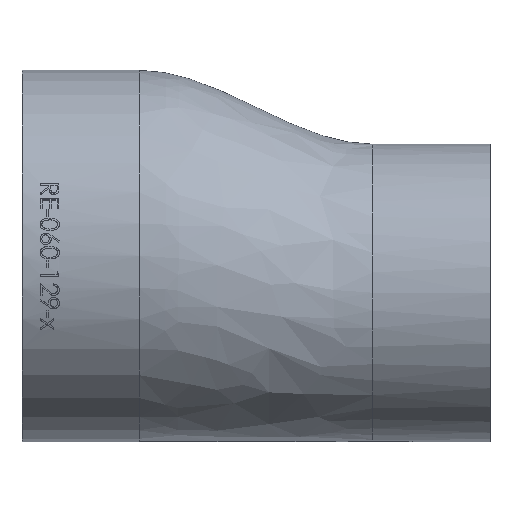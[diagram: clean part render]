
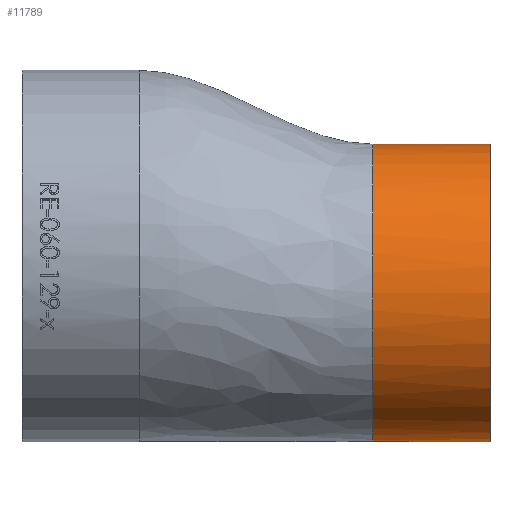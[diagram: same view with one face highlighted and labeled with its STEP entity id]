
A CAD part, top view. The second image highlights one B-rep face of the part: STEP entity #11789.
In plain terms, the highlighted cylindrical face has radius 24.15 mm (diameter 48.3 mm), a full revolution.
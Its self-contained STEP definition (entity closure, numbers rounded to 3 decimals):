
#53 = DIRECTION ( 'NONE',  ( 0., 0., 1. ) ) ;
#1027 = CYLINDRICAL_SURFACE ( 'NONE', #12571, 24.15 ) ;
#1159 = DIRECTION ( 'NONE',  ( 0., 0., 1. ) ) ;
#1357 = CARTESIAN_POINT ( 'NONE',  ( 57., 17.859, -3.923 ) ) ;
#1789 = EDGE_CURVE ( 'NONE', #9554, #9554, #5835, .T. ) ;
#2319 = CARTESIAN_POINT ( 'NONE',  ( 57., 4.663, 24.15 ) ) ;
#2470 = CARTESIAN_POINT ( 'NONE',  ( 57., 18.15, -0.666 ) ) ;
#2547 = CARTESIAN_POINT ( 'NONE',  ( 57., 18.096, 1.987 ) ) ;
#2698 = CARTESIAN_POINT ( 'NONE',  ( 57., 18.15, 0. ) ) ;
#3162 = CARTESIAN_POINT ( 'NONE',  ( 76., -6., 24.15 ) ) ;
#3683 = CARTESIAN_POINT ( 'NONE',  ( 57., -30.15, 13.329 ) ) ;
#4240 = FACE_OUTER_BOUND ( 'NONE', #9941, .T. ) ;
#4951 = CARTESIAN_POINT ( 'NONE',  ( 57., 4.663, -24.15 ) ) ;
#5607 = CARTESIAN_POINT ( 'NONE',  ( 50.827, -6., 0. ) ) ;
#5835 = B_SPLINE_CURVE_WITH_KNOTS ( 'NONE', 3,
 ( #5867, #2470, #11638, #1357, #5943, #9361, #4951, #8395, #13925, #3683, #8251, #2319, #6904, #11480, #10354, #2547, #11712, #2698 ),
 .UNSPECIFIED., .T., .F.,
 ( 4, 1, 1, 1, 1, 2, 2, 2, 1, 1, 1, 1, 4 ),
 ( 0., 0.012, 0.025, 0.038, 0.05, 0.25, 0.5, 0.75, 0.95, 0.963, 0.975, 0.988, 1. ),
 .UNSPECIFIED. ) ;
#5867 = CARTESIAN_POINT ( 'NONE',  ( 57., 18.15, 0. ) ) ;
#5943 = CARTESIAN_POINT ( 'NONE',  ( 57., 17.472, -5.81 ) ) ;
#6068 = EDGE_CURVE ( 'NONE', #8496, #8496, #10441, .T. ) ;
#6841 = AXIS2_PLACEMENT_3D ( 'NONE', #7967, #11589, #1159 ) ;
#6904 = CARTESIAN_POINT ( 'NONE',  ( 57., 14.287, 16.792 ) ) ;
#7577 = CARTESIAN_POINT ( 'NONE',  ( 57., 18.15, 0. ) ) ;
#7967 = CARTESIAN_POINT ( 'NONE',  ( 76., -6., 0. ) ) ;
#8251 = CARTESIAN_POINT ( 'NONE',  ( 57., -19.329, 24.15 ) ) ;
#8395 = CARTESIAN_POINT ( 'NONE',  ( 57., -19.329, -24.15 ) ) ;
#8496 = VERTEX_POINT ( 'NONE', #3162 ) ;
#8567 = ORIENTED_EDGE ( 'NONE', *, *, #1789, .F. ) ;
#8573 = EDGE_LOOP ( 'NONE', ( #9569 ) ) ;
#8809 = DIRECTION ( 'NONE',  ( -1., 0., 0. ) ) ;
#9361 = CARTESIAN_POINT ( 'NONE',  ( 57., 14.287, -16.792 ) ) ;
#9554 = VERTEX_POINT ( 'NONE', #7577 ) ;
#9569 = ORIENTED_EDGE ( 'NONE', *, *, #6068, .T. ) ;
#9941 = EDGE_LOOP ( 'NONE', ( #8567 ) ) ;
#10354 = CARTESIAN_POINT ( 'NONE',  ( 57., 17.859, 3.923 ) ) ;
#10441 = CIRCLE ( 'NONE', #6841, 24.15 ) ;
#11480 = CARTESIAN_POINT ( 'NONE',  ( 57., 17.472, 5.81 ) ) ;
#11589 = DIRECTION ( 'NONE',  ( -1., 0., 0. ) ) ;
#11638 = CARTESIAN_POINT ( 'NONE',  ( 57., 18.096, -1.987 ) ) ;
#11712 = CARTESIAN_POINT ( 'NONE',  ( 57., 18.15, 0.666 ) ) ;
#11789 = ADVANCED_FACE ( 'NONE', ( #14485, #4240 ), #1027, .T. ) ;
#12571 = AXIS2_PLACEMENT_3D ( 'NONE', #5607, #8809, #53 ) ;
#13925 = CARTESIAN_POINT ( 'NONE',  ( 57., -30.15, -13.329 ) ) ;
#14485 = FACE_OUTER_BOUND ( 'NONE', #8573, .T. ) ;
